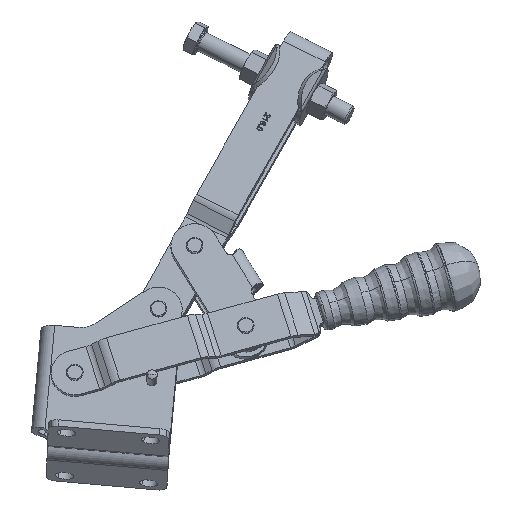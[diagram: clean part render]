
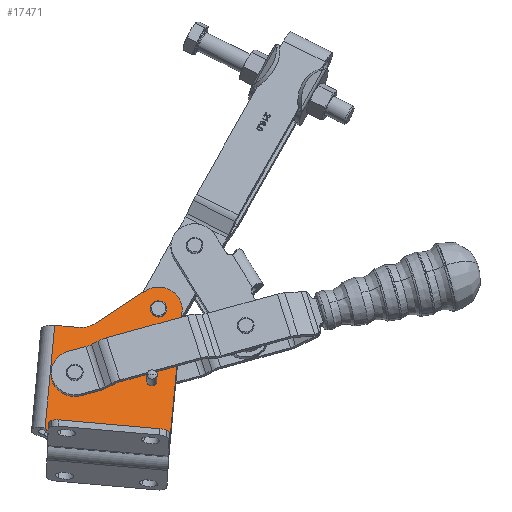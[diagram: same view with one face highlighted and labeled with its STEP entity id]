
A CAD part, front view. The second image highlights one B-rep face of the part: STEP entity #17471.
In plain terms, the highlighted planar face has unit normal (0.016, -0.935, 0.354).
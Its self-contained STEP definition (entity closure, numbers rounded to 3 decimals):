
#4678=CARTESIAN_POINT('',(-8.974,31.15,87.116));
#4679=VERTEX_POINT('',#4678);
#4696=CARTESIAN_POINT('',(0.375,30.031,83.749));
#4697=VERTEX_POINT('',#4696);
#4704=CARTESIAN_POINT('',(-4.3,30.59,85.432));
#4705=DIRECTION('',(-0.016,0.935,-0.355));
#4706=DIRECTION('',(-0.935,0.112,0.337));
#4707=AXIS2_PLACEMENT_3D('',#4704,#4705,#4706);
#4708=CIRCLE('',#4707,5.);
#4709=EDGE_CURVE('',#4679,#4697,#4708,.T.);
#6676=CARTESIAN_POINT('',(-11.331,14.252,42.656));
#6677=VERTEX_POINT('',#6676);
#6693=CARTESIAN_POINT('',(-5.332,14.317,42.562));
#6694=VERTEX_POINT('',#6693);
#6701=CARTESIAN_POINT('',(-11.319,14.334,42.871));
#6702=VERTEX_POINT('',#6701);
#6703=CARTESIAN_POINT('',(-8.331,14.284,42.609));
#6704=DIRECTION('',(-0.016,0.935,-0.355));
#6705=DIRECTION('',(0.996,-0.016,-0.088));
#6706=AXIS2_PLACEMENT_3D('',#6703,#6704,#6705);
#6707=CIRCLE('',#6706,3.0);
#6708=EDGE_CURVE('',#6702,#6694,#6707,.T.);
#6710=CARTESIAN_POINT('',(-8.331,14.284,42.609));
#6711=DIRECTION('',(-0.016,0.935,-0.355));
#6712=DIRECTION('',(0.996,-0.016,-0.088));
#6713=AXIS2_PLACEMENT_3D('',#6710,#6711,#6712);
#6714=CIRCLE('',#6713,3.0);
#6715=EDGE_CURVE('',#6677,#6702,#6714,.T.);
#8007=CARTESIAN_POINT('',(-60.793,10.573,35.15));
#8008=VERTEX_POINT('',#8007);
#8017=CARTESIAN_POINT('',(-50.135,10.343,34.071));
#8018=VERTEX_POINT('',#8017);
#8019=CARTESIAN_POINT('',(-54.148,15.039,46.635));
#8020=DIRECTION('',(-0.016,0.935,-0.355));
#8021=DIRECTION('',(-0.475,-0.319,-0.82));
#8022=AXIS2_PLACEMENT_3D('',#8019,#8020,#8021);
#8023=CIRCLE('',#8022,14.);
#8024=EDGE_CURVE('',#8018,#8008,#8023,.T.);
#9972=CARTESIAN_POINT('',(-46.636,25.915,74.983));
#9973=VERTEX_POINT('',#9972);
#9982=CARTESIAN_POINT('',(-41.915,26.764,77.013));
#9983=VERTEX_POINT('',#9982);
#9984=CARTESIAN_POINT('',(-50.511,30.996,88.554));
#9985=DIRECTION('',(0.016,-0.935,0.355));
#9986=DIRECTION('',(0.258,-0.339,-0.905));
#9987=AXIS2_PLACEMENT_3D('',#9984,#9985,#9986);
#9988=CIRCLE('',#9987,15.);
#9989=EDGE_CURVE('',#9973,#9983,#9988,.T.);
#10359=CARTESIAN_POINT('',(-70.755,2.335,13.866));
#10360=VERTEX_POINT('',#10359);
#10369=CARTESIAN_POINT('',(-71.717,2.633,14.697));
#10370=VERTEX_POINT('',#10369);
#10371=CARTESIAN_POINT('',(-74.586,1.139,10.884));
#10372=DIRECTION('',(0.016,-0.935,0.355));
#10373=DIRECTION('',(0.766,0.239,0.596));
#10374=AXIS2_PLACEMENT_3D('',#10371,#10372,#10373);
#10375=CIRCLE('',#10374,5.0);
#10376=EDGE_CURVE('',#10360,#10370,#10375,.T.);
#17344=CARTESIAN_POINT('',(1.757,-1.542,0.422));
#17345=DIRECTION('',(0.016,-0.935,0.355));
#17346=DIRECTION('',(-0.088,-0.354,-0.931));
#17347=AXIS2_PLACEMENT_3D('',#17344,#17345,#17346);
#17348=PLANE('',#17347);
#17349=CARTESIAN_POINT('',(-69.606,1.057,10.447));
#17350=VERTEX_POINT('',#17349);
#17351=CARTESIAN_POINT('',(2.108,-0.124,4.146));
#17352=VERTEX_POINT('',#17351);
#17353=CARTESIAN_POINT('',(-69.606,1.057,10.447));
#17354=DIRECTION('',(0.996,-0.016,-0.088));
#17355=VECTOR('',#17354,72.0);
#17356=LINE('',#17353,#17355);
#17357=EDGE_CURVE('',#17350,#17352,#17356,.T.);
#17358=ORIENTED_EDGE('',*,*,#17357,.T.);
#17359=CARTESIAN_POINT('',(9.645,30.361,84.207));
#17360=VERTEX_POINT('',#17359);
#17361=CARTESIAN_POINT('',(2.108,-0.124,4.146));
#17362=DIRECTION('',(0.088,0.354,0.931));
#17363=VECTOR('',#17362,86.);
#17364=LINE('',#17361,#17363);
#17365=EDGE_CURVE('',#17352,#17360,#17364,.T.);
#17366=ORIENTED_EDGE('',*,*,#17365,.T.);
#17367=CARTESIAN_POINT('',(-12.323,34.54,96.204));
#17368=VERTEX_POINT('',#17367);
#17369=CARTESIAN_POINT('',(-4.3,30.59,85.432));
#17370=DIRECTION('',(0.016,-0.935,0.355));
#17371=DIRECTION('',(0.996,-0.016,-0.088));
#17372=AXIS2_PLACEMENT_3D('',#17369,#17370,#17371);
#17373=CIRCLE('',#17372,14.0);
#17374=EDGE_CURVE('',#17360,#17368,#17373,.T.);
#17375=ORIENTED_EDGE('',*,*,#17374,.T.);
#17376=CARTESIAN_POINT('',(-12.323,34.54,96.204));
#17377=DIRECTION('',(-0.819,-0.215,-0.531));
#17378=VECTOR('',#17377,36.117);
#17379=LINE('',#17376,#17378);
#17380=EDGE_CURVE('',#17368,#9983,#17379,.T.);
#17381=ORIENTED_EDGE('',*,*,#17380,.T.);
#17382=ORIENTED_EDGE('',*,*,#9989,.F.);
#17383=CARTESIAN_POINT('',(-51.826,25.679,74.59));
#17384=VERTEX_POINT('',#17383);
#17385=CARTESIAN_POINT('',(-50.511,30.996,88.554));
#17386=DIRECTION('',(0.016,-0.935,0.355));
#17387=DIRECTION('',(0.258,-0.339,-0.905));
#17388=AXIS2_PLACEMENT_3D('',#17385,#17386,#17387);
#17389=CIRCLE('',#17388,15.);
#17390=EDGE_CURVE('',#17384,#9973,#17389,.T.);
#17391=ORIENTED_EDGE('',*,*,#17390,.F.);
#17392=CARTESIAN_POINT('',(-65.962,25.912,75.832));
#17393=VERTEX_POINT('',#17392);
#17394=CARTESIAN_POINT('',(-51.826,25.679,74.59));
#17395=DIRECTION('',(-0.996,0.016,0.088));
#17396=VECTOR('',#17395,14.192);
#17397=LINE('',#17394,#17396);
#17398=EDGE_CURVE('',#17384,#17393,#17397,.T.);
#17399=ORIENTED_EDGE('',*,*,#17398,.T.);
#17400=CARTESIAN_POINT('',(-71.717,2.633,14.697));
#17401=DIRECTION('',(0.088,0.354,0.931));
#17402=VECTOR('',#17401,65.67);
#17403=LINE('',#17400,#17402);
#17404=EDGE_CURVE('',#10370,#17393,#17403,.T.);
#17405=ORIENTED_EDGE('',*,*,#17404,.F.);
#17406=ORIENTED_EDGE('',*,*,#10376,.F.);
#17407=CARTESIAN_POINT('',(-74.586,1.139,10.884));
#17408=DIRECTION('',(0.016,-0.935,0.355));
#17409=DIRECTION('',(0.766,0.239,0.596));
#17410=AXIS2_PLACEMENT_3D('',#17407,#17408,#17409);
#17411=CIRCLE('',#17410,5.0);
#17412=EDGE_CURVE('',#17350,#10360,#17411,.T.);
#17413=ORIENTED_EDGE('',*,*,#17412,.F.);
#17414=EDGE_LOOP('',(#17358,#17366,#17375,#17381,#17382,#17391,#17399,#17405,#17406,#17413));
#17415=FACE_OUTER_BOUND('',#17414,.T.);
#17416=ORIENTED_EDGE('',*,*,#4709,.T.);
#17417=CARTESIAN_POINT('',(-4.3,30.59,85.432));
#17418=DIRECTION('',(-0.016,0.935,-0.355));
#17419=DIRECTION('',(-0.935,0.112,0.337));
#17420=AXIS2_PLACEMENT_3D('',#17417,#17418,#17419);
#17421=CIRCLE('',#17420,5.);
#17422=EDGE_CURVE('',#4697,#4679,#17421,.T.);
#17423=ORIENTED_EDGE('',*,*,#17422,.T.);
#17424=EDGE_LOOP('',(#17416,#17423));
#17425=FACE_BOUND('',#17424,.T.);
#17426=CARTESIAN_POINT('',(-58.162,19.736,59.198));
#17427=VERTEX_POINT('',#17426);
#17428=CARTESIAN_POINT('',(-47.469,21.028,62.131));
#17429=VERTEX_POINT('',#17428);
#17430=CARTESIAN_POINT('',(-58.162,19.736,59.198));
#17431=DIRECTION('',(0.958,0.116,0.263));
#17432=VECTOR('',#17431,11.162);
#17433=LINE('',#17430,#17432);
#17434=EDGE_CURVE('',#17427,#17429,#17433,.T.);
#17435=ORIENTED_EDGE('',*,*,#17434,.T.);
#17436=CARTESIAN_POINT('',(-39.443,11.635,37.004));
#17437=VERTEX_POINT('',#17436);
#17438=CARTESIAN_POINT('',(-47.469,21.028,62.131));
#17439=DIRECTION('',(0.287,-0.335,-0.897));
#17440=VECTOR('',#17439,28.);
#17441=LINE('',#17438,#17440);
#17442=EDGE_CURVE('',#17429,#17437,#17441,.T.);
#17443=ORIENTED_EDGE('',*,*,#17442,.T.);
#17444=CARTESIAN_POINT('',(-39.443,11.635,37.004));
#17445=DIRECTION('',(-0.958,-0.116,-0.263));
#17446=VECTOR('',#17445,11.162);
#17447=LINE('',#17444,#17446);
#17448=EDGE_CURVE('',#17437,#8018,#17447,.T.);
#17449=ORIENTED_EDGE('',*,*,#17448,.T.);
#17450=ORIENTED_EDGE('',*,*,#8024,.T.);
#17451=CARTESIAN_POINT('',(-54.148,15.039,46.635));
#17452=DIRECTION('',(-0.016,0.935,-0.355));
#17453=DIRECTION('',(-0.475,-0.319,-0.82));
#17454=AXIS2_PLACEMENT_3D('',#17451,#17452,#17453);
#17455=CIRCLE('',#17454,14.);
#17456=EDGE_CURVE('',#8008,#17427,#17455,.T.);
#17457=ORIENTED_EDGE('',*,*,#17456,.T.);
#17458=EDGE_LOOP('',(#17435,#17443,#17449,#17450,#17457));
#17459=FACE_BOUND('',#17458,.T.);
#17460=ORIENTED_EDGE('',*,*,#6708,.T.);
#17461=CARTESIAN_POINT('',(-8.331,14.284,42.609));
#17462=DIRECTION('',(-0.016,0.935,-0.355));
#17463=DIRECTION('',(0.996,-0.016,-0.088));
#17464=AXIS2_PLACEMENT_3D('',#17461,#17462,#17463);
#17465=CIRCLE('',#17464,3.0);
#17466=EDGE_CURVE('',#6694,#6677,#17465,.T.);
#17467=ORIENTED_EDGE('',*,*,#17466,.T.);
#17468=ORIENTED_EDGE('',*,*,#6715,.T.);
#17469=EDGE_LOOP('',(#17460,#17467,#17468));
#17470=FACE_BOUND('',#17469,.T.);
#17471=ADVANCED_FACE('',(#17415,#17425,#17459,#17470),#17348,.T.);
